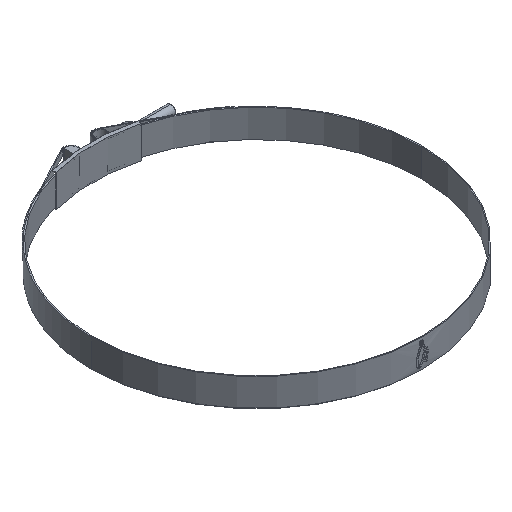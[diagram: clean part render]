
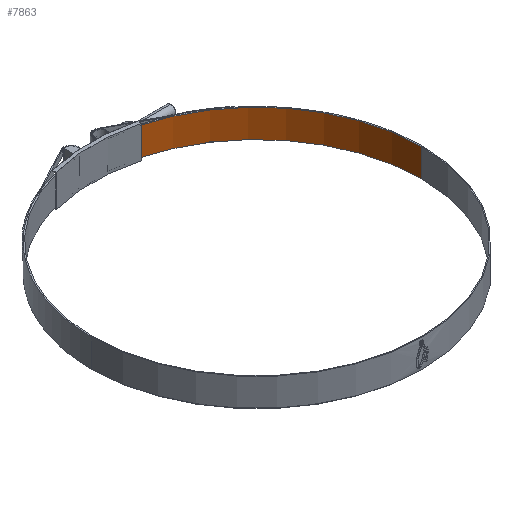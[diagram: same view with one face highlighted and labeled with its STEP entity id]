
A CAD part, isometric view. The second image highlights one B-rep face of the part: STEP entity #7863.
In plain terms, the highlighted cylindrical face has radius 112 mm (diameter 224 mm), a partial arc.
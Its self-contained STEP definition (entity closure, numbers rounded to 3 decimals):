
#30 = EDGE_LOOP ( 'NONE', ( #1636, #14254, #5674, #5663 ) ) ;
#76 = CIRCLE ( 'NONE', #9294, 112. ) ;
#82 = DIRECTION ( 'NONE',  ( 0., 0., -1. ) ) ;
#153 = DIRECTION ( 'NONE',  ( -1., 0., 0. ) ) ;
#546 = EDGE_CURVE ( 'NONE', #12023, #8329, #4428, .T. ) ;
#1636 = ORIENTED_EDGE ( 'NONE', *, *, #6624, .F. ) ;
#1835 = EDGE_CURVE ( 'NONE', #12023, #6827, #76, .T. ) ;
#2158 = AXIS2_PLACEMENT_3D ( 'NONE', #3238, #8798, #9007 ) ;
#2241 = LINE ( 'NONE', #4338, #13685 ) ;
#2942 = CARTESIAN_POINT ( 'NONE',  ( 112., 0., 9.525 ) ) ;
#3238 = CARTESIAN_POINT ( 'NONE',  ( 0., 0., 9.525 ) ) ;
#3341 = CIRCLE ( 'NONE', #13506, 112. ) ;
#3413 = CARTESIAN_POINT ( 'NONE',  ( 0., 0., -9.525 ) ) ;
#4338 = CARTESIAN_POINT ( 'NONE',  ( 112., 0., 9.525 ) ) ;
#4391 = FACE_OUTER_BOUND ( 'NONE', #30, .T. ) ;
#4428 = LINE ( 'NONE', #11089, #7443 ) ;
#4597 = CYLINDRICAL_SURFACE ( 'NONE', #2158, 112. ) ;
#4791 = CARTESIAN_POINT ( 'NONE',  ( 9.573, 111.59, 9.525 ) ) ;
#5429 = CARTESIAN_POINT ( 'NONE',  ( 0., 0., 9.525 ) ) ;
#5663 = ORIENTED_EDGE ( 'NONE', *, *, #8568, .T. ) ;
#5674 = ORIENTED_EDGE ( 'NONE', *, *, #546, .T. ) ;
#6624 = EDGE_CURVE ( 'NONE', #6827, #13738, #2241, .T. ) ;
#6723 = DIRECTION ( 'NONE',  ( -1., 0., 0. ) ) ;
#6827 = VERTEX_POINT ( 'NONE', #2942 ) ;
#7443 = VECTOR ( 'NONE', #13280, 1000. ) ;
#7863 = ADVANCED_FACE ( 'NONE', ( #4391 ), #4597, .F. ) ;
#8329 = VERTEX_POINT ( 'NONE', #10413 ) ;
#8568 = EDGE_CURVE ( 'NONE', #8329, #13738, #3341, .T. ) ;
#8798 = DIRECTION ( 'NONE',  ( 0., 0., -1. ) ) ;
#9007 = DIRECTION ( 'NONE',  ( -1., 0., 0. ) ) ;
#9294 = AXIS2_PLACEMENT_3D ( 'NONE', #5429, #82, #6723 ) ;
#9720 = CARTESIAN_POINT ( 'NONE',  ( 112., 0., -9.525 ) ) ;
#10413 = CARTESIAN_POINT ( 'NONE',  ( 9.573, 111.59, -9.525 ) ) ;
#11089 = CARTESIAN_POINT ( 'NONE',  ( 9.573, 111.59, 9.525 ) ) ;
#12023 = VERTEX_POINT ( 'NONE', #4791 ) ;
#12509 = DIRECTION ( 'NONE',  ( 0., 0., -1. ) ) ;
#13280 = DIRECTION ( 'NONE',  ( 0., 0., -1. ) ) ;
#13452 = DIRECTION ( 'NONE',  ( 0., 0., -1. ) ) ;
#13506 = AXIS2_PLACEMENT_3D ( 'NONE', #3413, #12509, #153 ) ;
#13685 = VECTOR ( 'NONE', #13452, 1000. ) ;
#13738 = VERTEX_POINT ( 'NONE', #9720 ) ;
#14254 = ORIENTED_EDGE ( 'NONE', *, *, #1835, .F. ) ;
